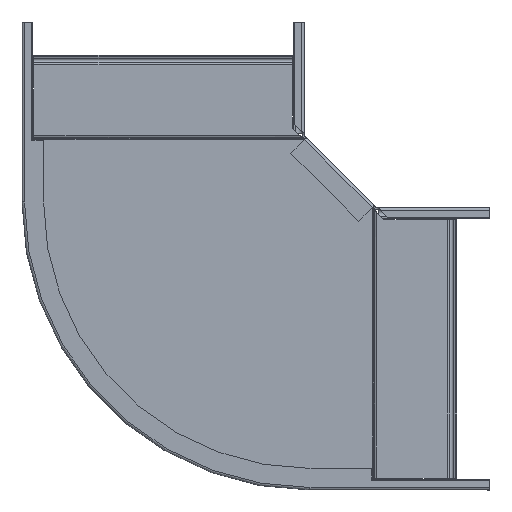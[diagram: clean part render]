
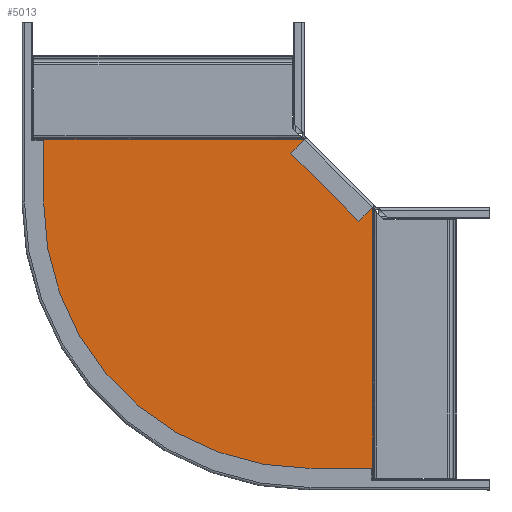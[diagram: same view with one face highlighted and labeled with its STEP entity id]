
A CAD part, front view. The second image highlights one B-rep face of the part: STEP entity #5013.
In plain terms, the highlighted planar face has unit normal (0, -1, 0).
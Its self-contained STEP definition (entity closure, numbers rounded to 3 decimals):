
#116 = VECTOR ( 'NONE', #2886, 1000. ) ;
#259 = CARTESIAN_POINT ( 'NONE',  ( -19.662, -0.75, 24.071 ) ) ;
#260 = CARTESIAN_POINT ( 'NONE',  ( -211.412, -0.75, 75.912 ) ) ;
#286 = DIRECTION ( 'NONE',  ( 0., 0., -1. ) ) ;
#353 = VERTEX_POINT ( 'NONE', #2070 ) ;
#381 = ORIENTED_EDGE ( 'NONE', *, *, #5335, .T. ) ;
#418 = PLANE ( 'NONE',  #1256 ) ;
#421 = VECTOR ( 'NONE', #2485, 1000. ) ;
#445 = CARTESIAN_POINT ( 'NONE',  ( -24.071, -0.75, 24.071 ) ) ;
#467 = CARTESIAN_POINT ( 'NONE',  ( 23.412, -0.75, -217.912 ) ) ;
#491 = VERTEX_POINT ( 'NONE', #445 ) ;
#709 = LINE ( 'NONE', #4173, #116 ) ;
#714 = CARTESIAN_POINT ( 'NONE',  ( 24.071, -0.75, -19.662 ) ) ;
#748 = LINE ( 'NONE', #259, #1081 ) ;
#774 = DIRECTION ( 'NONE',  ( 0., 0., -1. ) ) ;
#987 = VECTOR ( 'NONE', #286, 1000. ) ;
#1023 = ORIENTED_EDGE ( 'NONE', *, *, #4186, .F. ) ;
#1081 = VECTOR ( 'NONE', #2518, 1000. ) ;
#1138 = DIRECTION ( 'NONE',  ( 0.707, 0., -0.707 ) ) ;
#1189 = VERTEX_POINT ( 'NONE', #4785 ) ;
#1256 = AXIS2_PLACEMENT_3D ( 'NONE', #1292, #3860, #774 ) ;
#1292 = CARTESIAN_POINT ( 'NONE',  ( -19.662, -0.75, -19.662 ) ) ;
#1299 = EDGE_CURVE ( 'NONE', #5248, #353, #4495, .T. ) ;
#1472 = LINE ( 'NONE', #3640, #2269 ) ;
#1566 = DIRECTION ( 'NONE',  ( -1., 0., 0. ) ) ;
#1632 = CARTESIAN_POINT ( 'NONE',  ( -211.412, -0.75, 23.412 ) ) ;
#1841 = VECTOR ( 'NONE', #1138, 1000. ) ;
#1867 = ORIENTED_EDGE ( 'NONE', *, *, #3733, .F. ) ;
#2070 = CARTESIAN_POINT ( 'NONE',  ( 23.412, -0.75, -217.912 ) ) ;
#2150 = EDGE_CURVE ( 'NONE', #3253, #353, #4861, .T. ) ;
#2269 = VECTOR ( 'NONE', #4974, 1000. ) ;
#2324 = EDGE_CURVE ( 'NONE', #491, #5196, #2845, .T. ) ;
#2412 = CARTESIAN_POINT ( 'NONE',  ( 23.412, -0.75, -211.412 ) ) ;
#2485 = DIRECTION ( 'NONE',  ( 0., 0., -1. ) ) ;
#2518 = DIRECTION ( 'NONE',  ( -1., 0., 0. ) ) ;
#2520 = ORIENTED_EDGE ( 'NONE', *, *, #2324, .F. ) ;
#2621 = FACE_OUTER_BOUND ( 'NONE', #4859, .T. ) ;
#2673 = EDGE_CURVE ( 'NONE', #3819, #3192, #5011, .T. ) ;
#2767 = CARTESIAN_POINT ( 'NONE',  ( -217.912, -0.75, 23.412 ) ) ;
#2821 = DIRECTION ( 'NONE',  ( 1., 0., 0. ) ) ;
#2845 = LINE ( 'NONE', #5102, #1841 ) ;
#2886 = DIRECTION ( 'NONE',  ( 0., 0., 1. ) ) ;
#2891 = CARTESIAN_POINT ( 'NONE',  ( -217.912, -0.75, -19.662 ) ) ;
#2990 = VERTEX_POINT ( 'NONE', #2891 ) ;
#3087 = CARTESIAN_POINT ( 'NONE',  ( 24.071, -0.75, -24.071 ) ) ;
#3129 = VECTOR ( 'NONE', #2821, 1000. ) ;
#3192 = VERTEX_POINT ( 'NONE', #2767 ) ;
#3253 = VERTEX_POINT ( 'NONE', #2412 ) ;
#3538 = ORIENTED_EDGE ( 'NONE', *, *, #2150, .F. ) ;
#3640 = CARTESIAN_POINT ( 'NONE',  ( 75.912, -0.75, -211.412 ) ) ;
#3667 = CARTESIAN_POINT ( 'NONE',  ( 24.071, -0.75, -211.412 ) ) ;
#3733 = EDGE_CURVE ( 'NONE', #2990, #3192, #709, .T. ) ;
#3819 = VERTEX_POINT ( 'NONE', #1632 ) ;
#3860 = DIRECTION ( 'NONE',  ( 0., -1., 0. ) ) ;
#3877 = ORIENTED_EDGE ( 'NONE', *, *, #2673, .T. ) ;
#3959 = VECTOR ( 'NONE', #5334, 1000. ) ;
#4049 = CARTESIAN_POINT ( 'NONE',  ( -19.662, -0.75, -217.912 ) ) ;
#4063 = DIRECTION ( 'NONE',  ( 0., 1., 0. ) ) ;
#4173 = CARTESIAN_POINT ( 'NONE',  ( -217.912, -0.75, -19.662 ) ) ;
#4182 = LINE ( 'NONE', #260, #421 ) ;
#4184 = ORIENTED_EDGE ( 'NONE', *, *, #4820, .F. ) ;
#4186 = EDGE_CURVE ( 'NONE', #5248, #2990, #5240, .T. ) ;
#4237 = LINE ( 'NONE', #714, #987 ) ;
#4330 = EDGE_CURVE ( 'NONE', #491, #1189, #748, .T. ) ;
#4411 = VECTOR ( 'NONE', #1566, 1000. ) ;
#4495 = LINE ( 'NONE', #4049, #3129 ) ;
#4534 = ORIENTED_EDGE ( 'NONE', *, *, #5284, .F. ) ;
#4599 = DIRECTION ( 'NONE',  ( 0., 0., -1. ) ) ;
#4629 = CARTESIAN_POINT ( 'NONE',  ( -217.912, -0.75, 23.412 ) ) ;
#4785 = CARTESIAN_POINT ( 'NONE',  ( -211.412, -0.75, 24.071 ) ) ;
#4820 = EDGE_CURVE ( 'NONE', #5196, #5283, #4237, .T. ) ;
#4859 = EDGE_LOOP ( 'NONE', ( #2520, #5663, #381, #3877, #1867, #1023, #5287, #3538, #4534, #4184 ) ) ;
#4861 = LINE ( 'NONE', #467, #3959 ) ;
#4974 = DIRECTION ( 'NONE',  ( -1., 0., 0. ) ) ;
#5011 = LINE ( 'NONE', #4629, #4411 ) ;
#5013 = ADVANCED_FACE ( 'NONE', ( #2621 ), #418, .T. ) ;
#5102 = CARTESIAN_POINT ( 'NONE',  ( -12.021, -0.75, 12.021 ) ) ;
#5196 = VERTEX_POINT ( 'NONE', #3087 ) ;
#5240 = CIRCLE ( 'NONE', #5529, 198.25 ) ;
#5248 = VERTEX_POINT ( 'NONE', #5445 ) ;
#5283 = VERTEX_POINT ( 'NONE', #3667 ) ;
#5284 = EDGE_CURVE ( 'NONE', #5283, #3253, #1472, .T. ) ;
#5287 = ORIENTED_EDGE ( 'NONE', *, *, #1299, .T. ) ;
#5334 = DIRECTION ( 'NONE',  ( 0., 0., -1. ) ) ;
#5335 = EDGE_CURVE ( 'NONE', #1189, #3819, #4182, .T. ) ;
#5388 = CARTESIAN_POINT ( 'NONE',  ( -19.662, -0.75, -19.662 ) ) ;
#5445 = CARTESIAN_POINT ( 'NONE',  ( -19.662, -0.75, -217.912 ) ) ;
#5529 = AXIS2_PLACEMENT_3D ( 'NONE', #5388, #4063, #4599 ) ;
#5663 = ORIENTED_EDGE ( 'NONE', *, *, #4330, .T. ) ;
